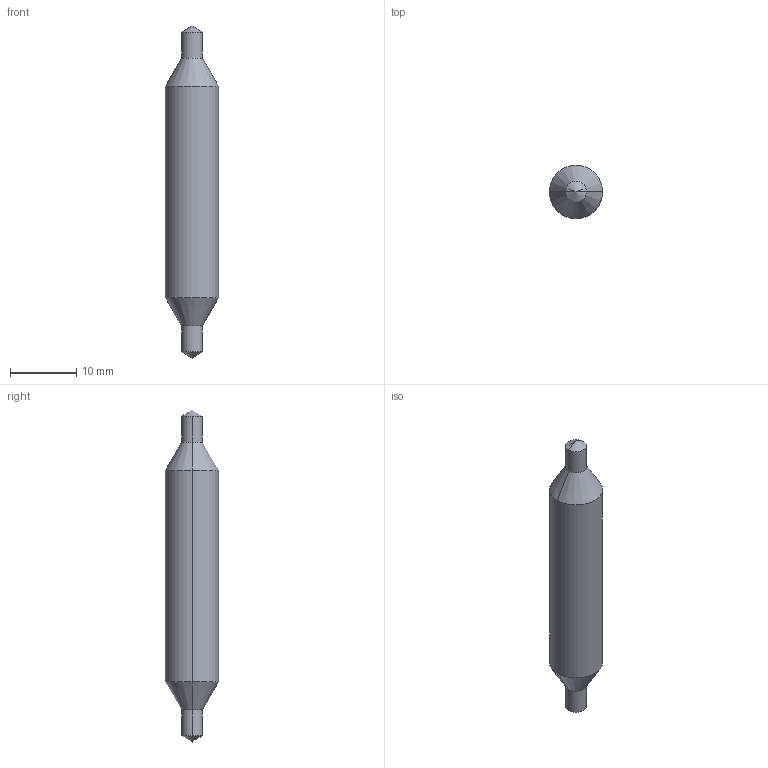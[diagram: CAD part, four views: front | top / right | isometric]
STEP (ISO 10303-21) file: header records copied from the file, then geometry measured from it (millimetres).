
FILE_DESCRIPTION (( 'STEP AP214' ), '1' );
FILE_NAME ('Micro_DCM-032.STEP', '2021-08-31T17:23:29', ( '' ), ( '' ), 'SwSTEP 2.0', 'SolidWorks 2020', '' );
FILE_SCHEMA (( 'AUTOMOTIVE_DESIGN' ));
Length unit declared in the file: inch
Products named in the file (1): Micro_DCM-032
Bounding box: 8 x 8 x 50 mm (x, y, z)
Volume: 1887.5 mm3; surface area: 1067.2 mm2
Topology: 1 solids, 1 shells, 14 faces, 30 edges, 14 vertices
Faces by surface type: cone 8, cylinder 6
Entity records: 382 total; most frequent: DIRECTION 68, CARTESIAN_POINT 55, ORIENTED_EDGE 52, AXIS2_PLACEMENT_3D 27, EDGE_CURVE 26, ADVANCED_FACE 14, EDGE_LOOP 14, FACE_OUTER_BOUND 14
